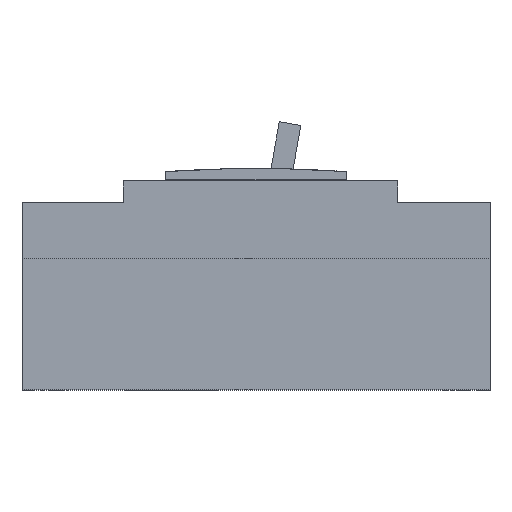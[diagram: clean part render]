
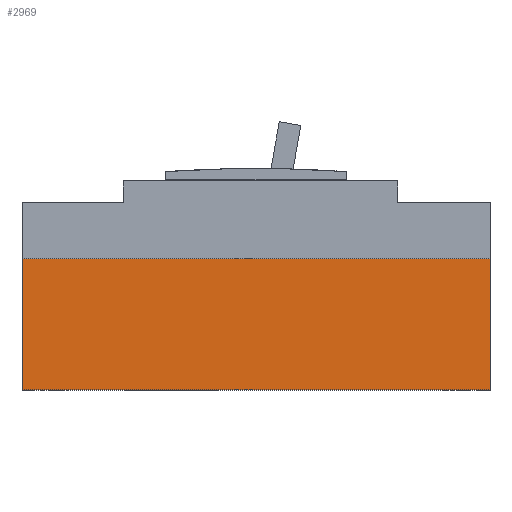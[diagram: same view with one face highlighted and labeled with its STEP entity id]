
A CAD part, top view. The second image highlights one B-rep face of the part: STEP entity #2969.
In plain terms, the highlighted planar face has unit normal (0, 0, 1).
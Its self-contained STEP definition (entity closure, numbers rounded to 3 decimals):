
#601 = VERTEX_POINT ( 'NONE', #4270 ) ;
#2605 = VECTOR ( 'NONE', #3079, 1000. ) ;
#2969 = ADVANCED_FACE ( 'NONE', ( #19068 ), #18970, .F. ) ;
#3079 = DIRECTION ( 'NONE',  ( 0., 1., 0. ) ) ;
#3593 = VERTEX_POINT ( 'NONE', #16744 ) ;
#4270 = CARTESIAN_POINT ( 'NONE',  ( -75., -42., 46. ) ) ;
#4500 = LINE ( 'NONE', #13537, #12743 ) ;
#4702 = EDGE_CURVE ( 'NONE', #601, #3593, #9874, .T. ) ;
#6456 = ORIENTED_EDGE ( 'NONE', *, *, #15366, .F. ) ;
#6764 = EDGE_CURVE ( 'NONE', #7090, #3593, #4500, .T. ) ;
#7032 = DIRECTION ( 'NONE',  ( -1., 0., 0. ) ) ;
#7090 = VERTEX_POINT ( 'NONE', #19138 ) ;
#7512 = VECTOR ( 'NONE', #7032, 1000. ) ;
#7888 = DIRECTION ( 'NONE',  ( -1., 0., 0. ) ) ;
#7968 = LINE ( 'NONE', #17637, #7512 ) ;
#8285 = AXIS2_PLACEMENT_3D ( 'NONE', #9406, #15610, #7888 ) ;
#9360 = CARTESIAN_POINT ( 'NONE',  ( 75., -42., 46. ) ) ;
#9406 = CARTESIAN_POINT ( 'NONE',  ( 75., -42., 46. ) ) ;
#9874 = LINE ( 'NONE', #11288, #16804 ) ;
#10710 = EDGE_LOOP ( 'NONE', ( #17014, #15700, #6456, #13541 ) ) ;
#11288 = CARTESIAN_POINT ( 'NONE',  ( -75., -42., 46. ) ) ;
#11781 = VERTEX_POINT ( 'NONE', #9360 ) ;
#12743 = VECTOR ( 'NONE', #15292, 1000. ) ;
#12908 = DIRECTION ( 'NONE',  ( 0., 1., 0. ) ) ;
#13537 = CARTESIAN_POINT ( 'NONE',  ( 75., 0., 46. ) ) ;
#13541 = ORIENTED_EDGE ( 'NONE', *, *, #14782, .T. ) ;
#13843 = LINE ( 'NONE', #14138, #2605 ) ;
#14138 = CARTESIAN_POINT ( 'NONE',  ( 75., -42., 46. ) ) ;
#14782 = EDGE_CURVE ( 'NONE', #11781, #7090, #13843, .T. ) ;
#15292 = DIRECTION ( 'NONE',  ( -1., 0., 0. ) ) ;
#15366 = EDGE_CURVE ( 'NONE', #11781, #601, #7968, .T. ) ;
#15610 = DIRECTION ( 'NONE',  ( 0., 0., -1. ) ) ;
#15700 = ORIENTED_EDGE ( 'NONE', *, *, #4702, .F. ) ;
#16744 = CARTESIAN_POINT ( 'NONE',  ( -75., 0., 46. ) ) ;
#16804 = VECTOR ( 'NONE', #12908, 1000. ) ;
#17014 = ORIENTED_EDGE ( 'NONE', *, *, #6764, .T. ) ;
#17637 = CARTESIAN_POINT ( 'NONE',  ( 75., -42., 46. ) ) ;
#18970 = PLANE ( 'NONE',  #8285 ) ;
#19068 = FACE_OUTER_BOUND ( 'NONE', #10710, .T. ) ;
#19138 = CARTESIAN_POINT ( 'NONE',  ( 75., 0., 46. ) ) ;
